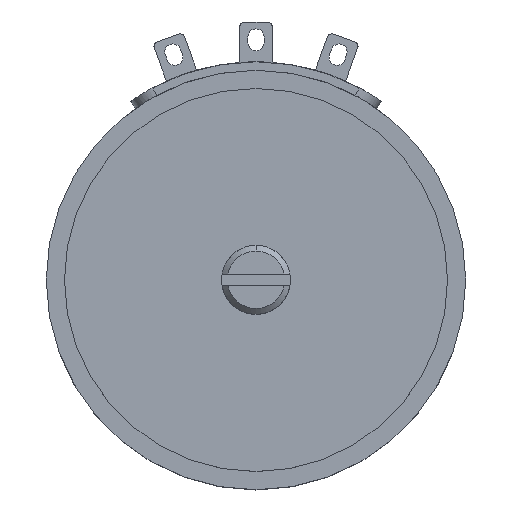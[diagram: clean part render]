
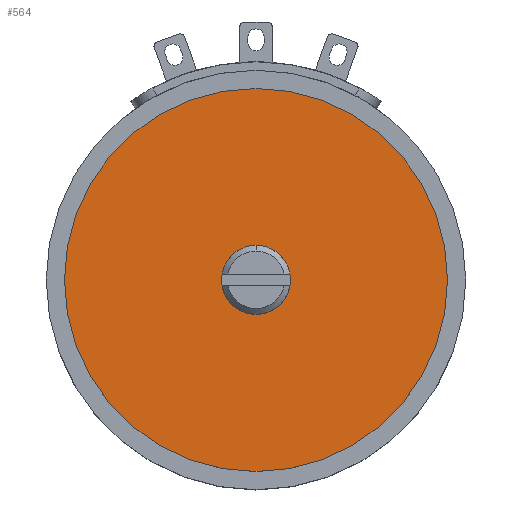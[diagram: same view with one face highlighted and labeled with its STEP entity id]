
A CAD part, top view. The second image highlights one B-rep face of the part: STEP entity #564.
In plain terms, the highlighted planar face has unit normal (0, 0, 1).
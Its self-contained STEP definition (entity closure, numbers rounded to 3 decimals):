
#419 = VERTEX_POINT ( 'NONE', #2303 ) ;
#428 = EDGE_CURVE ( 'NONE', #419, #440, #2408, .T. ) ;
#440 = VERTEX_POINT ( 'NONE', #2335 ) ;
#563 = EDGE_CURVE ( 'NONE', #440, #419, #2686, .T. ) ;
#564 = ADVANCED_FACE ( 'NONE', ( #2585 ), #2584, .F. ) ;
#565 = EDGE_LOOP ( 'NONE', ( #566, #567 ) ) ;
#566 = ORIENTED_EDGE ( 'NONE', *, *, #428, .T. ) ;
#567 = ORIENTED_EDGE ( 'NONE', *, *, #563, .T. ) ;
#2303 = CARTESIAN_POINT ( 'NONE',  ( 16.663, 0., 0. ) ) ;
#2335 = CARTESIAN_POINT ( 'NONE',  ( -16.663, 0., 0. ) ) ;
#2408 = CIRCLE ( 'NONE', #2503, 16.663 ) ;
#2500 = DIRECTION ( 'NONE',  ( 1., 0., 0. ) ) ;
#2501 = DIRECTION ( 'NONE',  ( 0., 0., 1. ) ) ;
#2502 = CARTESIAN_POINT ( 'NONE',  ( 0., 0., 0. ) ) ;
#2503 = AXIS2_PLACEMENT_3D ( 'NONE', #2502, #2501, #2500 ) ;
#2580 = DIRECTION ( 'NONE',  ( -1., 0., 0. ) ) ;
#2581 = DIRECTION ( 'NONE',  ( 0., 0., -1. ) ) ;
#2582 = CARTESIAN_POINT ( 'NONE',  ( 0., 0., 0. ) ) ;
#2583 = AXIS2_PLACEMENT_3D ( 'NONE', #2582, #2581, #2580 ) ;
#2584 = PLANE ( 'NONE',  #2583 ) ;
#2585 = FACE_OUTER_BOUND ( 'NONE', #565, .T. ) ;
#2586 = DIRECTION ( 'NONE',  ( 1., 0., 0. ) ) ;
#2587 = DIRECTION ( 'NONE',  ( 0., 0., 1. ) ) ;
#2588 = AXIS2_PLACEMENT_3D ( 'NONE', #2685, #2587, #2586 ) ;
#2685 = CARTESIAN_POINT ( 'NONE',  ( 0., 0., 0. ) ) ;
#2686 = CIRCLE ( 'NONE', #2588, 16.663 ) ;
